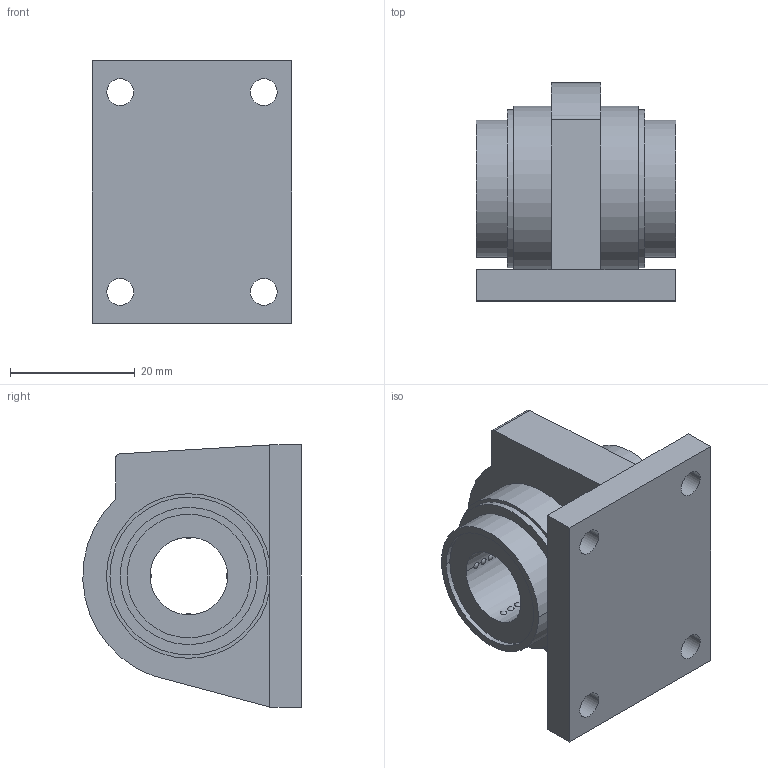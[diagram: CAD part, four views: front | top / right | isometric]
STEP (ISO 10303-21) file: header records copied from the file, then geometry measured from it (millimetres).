
FILE_DESCRIPTION((''),'2;1');
FILE_NAME('','2007-10-24T',(''),(''),'PRO/ENGINEER BY PARAMETRIC TECHNOLOGY CORPORATION, 2004280','PRO/ENGINEER BY PARAMETRIC TECHNOLOGY CORPORATION, 2004280','');
FILE_SCHEMA(('CONFIG_CONTROL_DESIGN'));
Length unit declared in the file: millimetre
Bounding box: 32 x 34.99 x 42 mm (x, y, z)
Volume: 21810.8 mm3; surface area: 8769.3 mm2
Topology: 1 solids, 1 shells, 114 faces, 280 edges, 208 vertices
Faces by surface type: sphere 68, cylinder 26, plane 20
Entity records: 7175 total; most frequent: CARTESIAN_POINT 4563, ORIENTED_EDGE 560, DIRECTION 424, EDGE_CURVE 280, VERTEX_POINT 208, AXIS2_PLACEMENT_3D 166, EDGE_LOOP 164, B_SPLINE_CURVE_WITH_KNOTS 136
